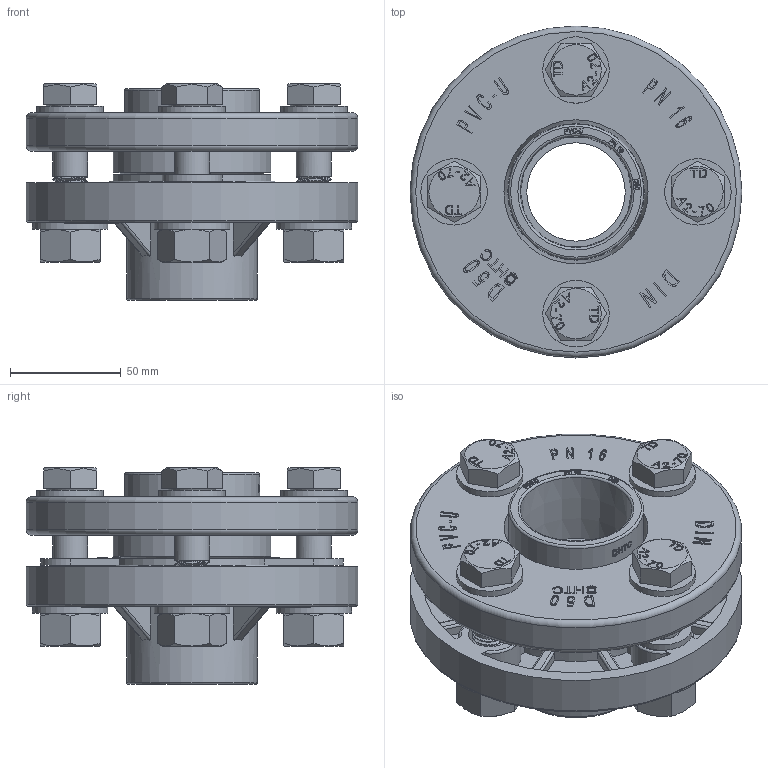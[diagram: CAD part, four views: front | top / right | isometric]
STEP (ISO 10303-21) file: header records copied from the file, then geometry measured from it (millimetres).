
FILE_DESCRIPTION(/* description */ (''),/* implementation_level */ '2;1');
FILE_NAME(/* name */ 'AF0707.000.050.step',/* time_stamp */ '2026-02-13T11:43:50+01:00',/* author */ (''),/* organization */ (''),/* preprocessor_version */ 'ST-DEVELOPER v20.1',/* originating_system */ 'Autodesk Translation Framework v14.24.0.0',/* authorisation */ '');
FILE_SCHEMA (('AUTOMOTIVE_DESIGN { 1 0 10303 214 3 1 1 }'));
Length unit declared in the file: millimetre
Products named in the file (9): 2026-02-13-07-35-23-593; 2026-02-13-08-34-23-936; 2026-02-13-08-34-25-698; 2026-02-13-08-34-29-716; 2026-02-13-11-08-10-286; 2026-02-13-11-08-10-384; 2026-02-13-11-08-10-390; 2026-02-13-11-08-10-392; 2026-02-13-11-08-10-389
Assembly tree (20 placements, depth 3):
  2026-02-13-07-35-23-593
    2026-02-13-08-34-23-936
    2026-02-13-08-34-25-698
    2026-02-13-08-34-29-716
    2026-02-13-11-08-10-286
      2026-02-13-11-08-10-384  x4
      2026-02-13-11-08-10-390  x4
      2026-02-13-11-08-10-392  x4
      2026-02-13-11-08-10-389  x4
Bounding box: 149.8 x 149.8 x 97.91 mm (x, y, z)
Volume: 529418.3 mm3; surface area: 200835.2 mm2
Topology: 20 solids, 20 shells, 1916 faces, 5115 edges, 3397 vertices
Faces by surface type: plane 845, bspline 626, cylinder 371, torus 37, cone 37
Full cylindrical faces by diameter (mm): 3 x1, 4 x1, 13.534 x72, 15.519 x12, 15.822 x76, 17 x4, 18 x6, 18.293 x16, 19 x4, 19.2 x4, 30 x4, 34 x4, 44.4 x1, 46.8 x1, 50 x1, 53.7 x1, 56.1 x1, 59 x1, 61 x1, 62.5 x1, 64.9 x1, 71.3 x1, 72.4 x1, 74.8 x1, 149.7 x1, 149.8 x1
Entity records: 52654 total; most frequent: CARTESIAN_POINT 22380, ORIENTED_EDGE 6984, DIRECTION 4900, EDGE_CURVE 3492, VERTEX_POINT 2323, LINE 2006, VECTOR 2006, EDGE_LOOP 1463
